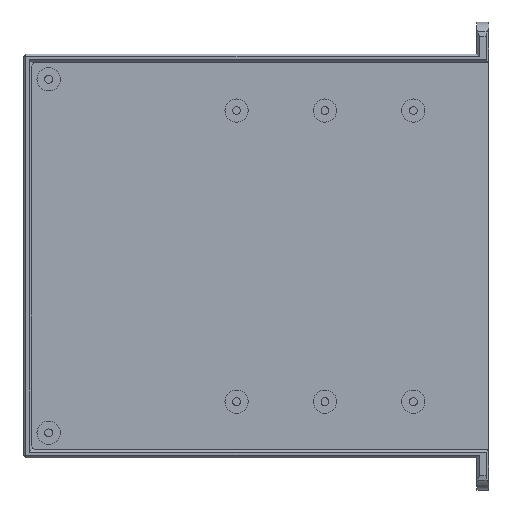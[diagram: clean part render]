
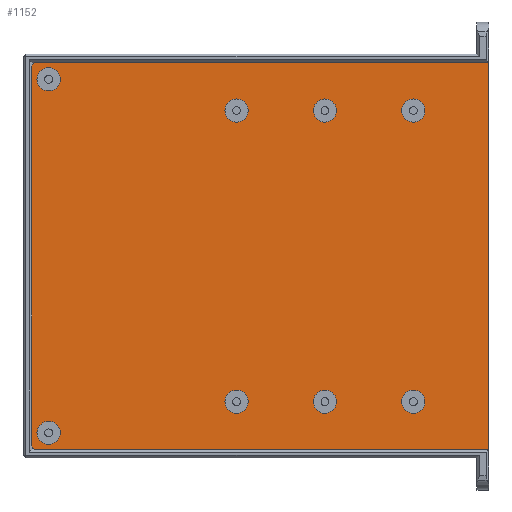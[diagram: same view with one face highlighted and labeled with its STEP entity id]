
A CAD part, top view. The second image highlights one B-rep face of the part: STEP entity #1152.
In plain terms, the highlighted planar face has unit normal (0, 0, 1).
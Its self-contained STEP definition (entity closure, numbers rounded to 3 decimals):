
#15=FACE_BOUND('',#173,.T.);
#16=FACE_BOUND('',#174,.T.);
#17=FACE_BOUND('',#175,.T.);
#18=FACE_BOUND('',#176,.T.);
#19=FACE_BOUND('',#177,.T.);
#20=FACE_BOUND('',#178,.T.);
#21=FACE_BOUND('',#179,.T.);
#22=FACE_BOUND('',#180,.T.);
#38=PLANE('',#1250);
#94=FACE_OUTER_BOUND('',#172,.T.);
#172=EDGE_LOOP('',(#815,#816,#817,#818,#819,#820));
#173=EDGE_LOOP('',(#821));
#174=EDGE_LOOP('',(#822));
#175=EDGE_LOOP('',(#823));
#176=EDGE_LOOP('',(#824));
#177=EDGE_LOOP('',(#825));
#178=EDGE_LOOP('',(#826));
#179=EDGE_LOOP('',(#827));
#180=EDGE_LOOP('',(#828));
#269=CIRCLE('',#1243,2.);
#270=CIRCLE('',#1248,2.);
#271=CIRCLE('',#1251,5.);
#272=CIRCLE('',#1252,5.);
#273=CIRCLE('',#1253,5.);
#274=CIRCLE('',#1254,5.);
#275=CIRCLE('',#1255,5.);
#276=CIRCLE('',#1256,5.);
#277=CIRCLE('',#1257,5.);
#278=CIRCLE('',#1258,5.);
#317=LINE('',#1769,#421);
#321=LINE('',#1783,#425);
#322=LINE('',#1785,#426);
#323=LINE('',#1786,#427);
#421=VECTOR('',#1391,10.);
#425=VECTOR('',#1405,10.);
#426=VECTOR('',#1406,10.);
#427=VECTOR('',#1407,10.);
#537=VERTEX_POINT('',#1760);
#538=VERTEX_POINT('',#1762);
#540=VERTEX_POINT('',#1768);
#543=VERTEX_POINT('',#1776);
#545=VERTEX_POINT('',#1782);
#546=VERTEX_POINT('',#1784);
#547=VERTEX_POINT('',#1787);
#548=VERTEX_POINT('',#1789);
#549=VERTEX_POINT('',#1791);
#550=VERTEX_POINT('',#1793);
#551=VERTEX_POINT('',#1795);
#552=VERTEX_POINT('',#1797);
#553=VERTEX_POINT('',#1799);
#554=VERTEX_POINT('',#1801);
#641=EDGE_CURVE('',#538,#537,#269,.T.);
#644=EDGE_CURVE('',#538,#540,#317,.T.);
#648=EDGE_CURVE('',#543,#540,#270,.T.);
#651=EDGE_CURVE('',#545,#537,#321,.T.);
#652=EDGE_CURVE('',#546,#545,#322,.T.);
#653=EDGE_CURVE('',#543,#546,#323,.T.);
#654=EDGE_CURVE('',#547,#547,#271,.T.);
#655=EDGE_CURVE('',#548,#548,#272,.T.);
#656=EDGE_CURVE('',#549,#549,#273,.T.);
#657=EDGE_CURVE('',#550,#550,#274,.T.);
#658=EDGE_CURVE('',#551,#551,#275,.T.);
#659=EDGE_CURVE('',#552,#552,#276,.T.);
#660=EDGE_CURVE('',#553,#553,#277,.T.);
#661=EDGE_CURVE('',#554,#554,#278,.T.);
#815=ORIENTED_EDGE('',*,*,#641,.T.);
#816=ORIENTED_EDGE('',*,*,#651,.F.);
#817=ORIENTED_EDGE('',*,*,#652,.F.);
#818=ORIENTED_EDGE('',*,*,#653,.F.);
#819=ORIENTED_EDGE('',*,*,#648,.T.);
#820=ORIENTED_EDGE('',*,*,#644,.F.);
#821=ORIENTED_EDGE('',*,*,#654,.T.);
#822=ORIENTED_EDGE('',*,*,#655,.T.);
#823=ORIENTED_EDGE('',*,*,#656,.T.);
#824=ORIENTED_EDGE('',*,*,#657,.T.);
#825=ORIENTED_EDGE('',*,*,#658,.T.);
#826=ORIENTED_EDGE('',*,*,#659,.T.);
#827=ORIENTED_EDGE('',*,*,#660,.T.);
#828=ORIENTED_EDGE('',*,*,#661,.T.);
#1152=ADVANCED_FACE('',(#94,#15,#16,#17,#18,#19,#20,#21,#22),#38,.F.);
#1243=AXIS2_PLACEMENT_3D('',#1763,#1384,#1385);
#1248=AXIS2_PLACEMENT_3D('',#1777,#1398,#1399);
#1250=AXIS2_PLACEMENT_3D('',#1781,#1403,#1404);
#1251=AXIS2_PLACEMENT_3D('',#1788,#1408,#1409);
#1252=AXIS2_PLACEMENT_3D('',#1790,#1410,#1411);
#1253=AXIS2_PLACEMENT_3D('',#1792,#1412,#1413);
#1254=AXIS2_PLACEMENT_3D('',#1794,#1414,#1415);
#1255=AXIS2_PLACEMENT_3D('',#1796,#1416,#1417);
#1256=AXIS2_PLACEMENT_3D('',#1798,#1418,#1419);
#1257=AXIS2_PLACEMENT_3D('',#1800,#1420,#1421);
#1258=AXIS2_PLACEMENT_3D('',#1802,#1422,#1423);
#1384=DIRECTION('center_axis',(0.,0.,1.));
#1385=DIRECTION('ref_axis',(-0.707,-0.707,0.));
#1391=DIRECTION('',(0.,1.,0.));
#1398=DIRECTION('center_axis',(0.,0.,1.));
#1399=DIRECTION('ref_axis',(-0.707,0.707,0.));
#1403=DIRECTION('center_axis',(0.,0.,-1.));
#1404=DIRECTION('ref_axis',(1.,0.,0.));
#1405=DIRECTION('',(-1.,0.,0.));
#1406=DIRECTION('',(0.,-1.,0.));
#1407=DIRECTION('',(1.,0.,0.));
#1408=DIRECTION('center_axis',(0.,0.,-1.));
#1409=DIRECTION('ref_axis',(-1.,0.,0.));
#1410=DIRECTION('center_axis',(0.,0.,-1.));
#1411=DIRECTION('ref_axis',(-1.,0.,0.));
#1412=DIRECTION('center_axis',(0.,0.,-1.));
#1413=DIRECTION('ref_axis',(-1.,0.,0.));
#1414=DIRECTION('center_axis',(0.,0.,-1.));
#1415=DIRECTION('ref_axis',(-1.,0.,0.));
#1416=DIRECTION('center_axis',(0.,0.,-1.));
#1417=DIRECTION('ref_axis',(-1.,0.,0.));
#1418=DIRECTION('center_axis',(0.,0.,-1.));
#1419=DIRECTION('ref_axis',(-1.,0.,0.));
#1420=DIRECTION('center_axis',(0.,0.,-1.));
#1421=DIRECTION('ref_axis',(-1.,0.,0.));
#1422=DIRECTION('center_axis',(0.,0.,-1.));
#1423=DIRECTION('ref_axis',(-1.,0.,0.));
#1760=CARTESIAN_POINT('',(0.848,0.,0.));
#1762=CARTESIAN_POINT('',(-1.152,2.,0.));
#1763=CARTESIAN_POINT('Origin',(0.848,2.,0.));
#1768=CARTESIAN_POINT('',(-1.152,165.,0.));
#1769=CARTESIAN_POINT('',(-1.152,167.,0.));
#1776=CARTESIAN_POINT('',(0.848,167.,0.));
#1777=CARTESIAN_POINT('Origin',(0.848,165.,0.));
#1781=CARTESIAN_POINT('Origin',(196.348,83.5,0.));
#1782=CARTESIAN_POINT('',(195.848,0.,0.));
#1783=CARTESIAN_POINT('',(-1.152,0.,0.));
#1784=CARTESIAN_POINT('',(195.848,167.,0.));
#1785=CARTESIAN_POINT('',(195.848,83.5,0.));
#1786=CARTESIAN_POINT('',(393.848,167.,0.));
#1787=CARTESIAN_POINT('',(130.324,20.712,0.));
#1788=CARTESIAN_POINT('Origin',(125.324,20.712,0.));
#1789=CARTESIAN_POINT('',(92.224,146.188,0.));
#1790=CARTESIAN_POINT('Origin',(87.224,146.188,0.));
#1791=CARTESIAN_POINT('',(130.324,146.188,0.));
#1792=CARTESIAN_POINT('Origin',(125.324,146.188,0.));
#1793=CARTESIAN_POINT('',(168.424,20.712,0.));
#1794=CARTESIAN_POINT('Origin',(163.424,20.712,0.));
#1795=CARTESIAN_POINT('',(92.224,20.712,0.));
#1796=CARTESIAN_POINT('Origin',(87.224,20.712,0.));
#1797=CARTESIAN_POINT('',(168.424,146.188,0.));
#1798=CARTESIAN_POINT('Origin',(163.424,146.188,0.));
#1799=CARTESIAN_POINT('',(11.198,7.25,0.));
#1800=CARTESIAN_POINT('Origin',(6.198,7.25,0.));
#1801=CARTESIAN_POINT('',(11.198,159.65,0.));
#1802=CARTESIAN_POINT('Origin',(6.198,159.65,0.));
